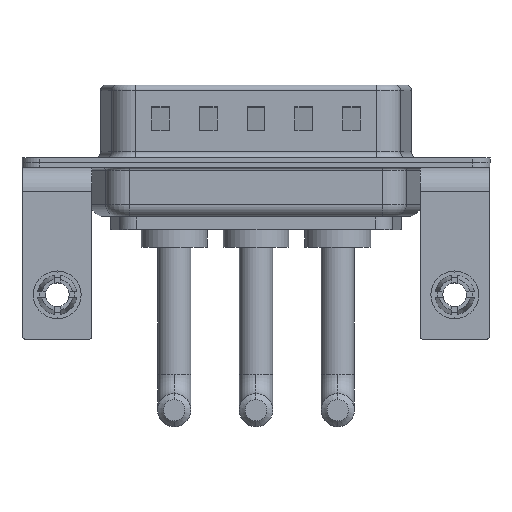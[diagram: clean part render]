
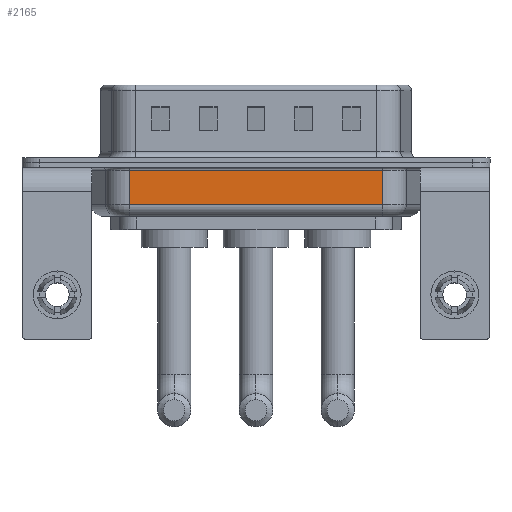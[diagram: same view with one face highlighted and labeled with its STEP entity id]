
A CAD part, front view. The second image highlights one B-rep face of the part: STEP entity #2165.
In plain terms, the highlighted planar face has unit normal (0, -1, 0).
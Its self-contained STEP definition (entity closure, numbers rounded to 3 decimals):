
#1 = DIRECTION ( 'NONE',  ( 0., 0., 1. ) ) ;
#10 = CARTESIAN_POINT ( 'NONE',  ( 6.031, -5.35, -3.5 ) ) ;
#131 = CARTESIAN_POINT ( 'NONE',  ( 27.269, -5.35, -0.65 ) ) ;
#2165 = ADVANCED_FACE ( 'NONE', ( #4226 ), #6958, .F. ) ;
#2504 = EDGE_CURVE ( 'NONE', #16797, #11586, #5566, .T. ) ;
#2867 = ORIENTED_EDGE ( 'NONE', *, *, #2504, .F. ) ;
#3157 = ORIENTED_EDGE ( 'NONE', *, *, #16864, .T. ) ;
#4226 = FACE_OUTER_BOUND ( 'NONE', #7221, .T. ) ;
#4306 = EDGE_CURVE ( 'NONE', #16797, #7020, #6760, .T. ) ;
#4680 = DIRECTION ( 'NONE',  ( 0., 1., 0. ) ) ;
#4770 = DIRECTION ( 'NONE',  ( 0., 0., 1. ) ) ;
#5476 = CARTESIAN_POINT ( 'NONE',  ( 6.031, -5.35, -4.5 ) ) ;
#5566 = LINE ( 'NONE', #5476, #14494 ) ;
#5746 = DIRECTION ( 'NONE',  ( 1., 0., 0. ) ) ;
#6760 = LINE ( 'NONE', #10, #13689 ) ;
#6958 = PLANE ( 'NONE',  #13606 ) ;
#7020 = VERTEX_POINT ( 'NONE', #14372 ) ;
#7221 = EDGE_LOOP ( 'NONE', ( #2867, #9100, #13548, #3157 ) ) ;
#7549 = CARTESIAN_POINT ( 'NONE',  ( 6.031, -5.35, -3.5 ) ) ;
#8670 = CARTESIAN_POINT ( 'NONE',  ( 27.269, -5.35, -4.5 ) ) ;
#9100 = ORIENTED_EDGE ( 'NONE', *, *, #4306, .T. ) ;
#9229 = VERTEX_POINT ( 'NONE', #131 ) ;
#9680 = VECTOR ( 'NONE', #10929, 1000. ) ;
#10257 = CARTESIAN_POINT ( 'NONE',  ( 6.031, -5.35, -0.65 ) ) ;
#10929 = DIRECTION ( 'NONE',  ( -1., 0., 0. ) ) ;
#11586 = VERTEX_POINT ( 'NONE', #10257 ) ;
#11947 = VECTOR ( 'NONE', #14246, 1000. ) ;
#12546 = CARTESIAN_POINT ( 'NONE',  ( 6.031, -5.35, -4.5 ) ) ;
#13548 = ORIENTED_EDGE ( 'NONE', *, *, #14841, .T. ) ;
#13606 = AXIS2_PLACEMENT_3D ( 'NONE', #12546, #4680, #4770 ) ;
#13689 = VECTOR ( 'NONE', #5746, 1000. ) ;
#14246 = DIRECTION ( 'NONE',  ( 0., 0., 1. ) ) ;
#14372 = CARTESIAN_POINT ( 'NONE',  ( 27.269, -5.35, -3.5 ) ) ;
#14494 = VECTOR ( 'NONE', #1, 1000. ) ;
#14841 = EDGE_CURVE ( 'NONE', #7020, #9229, #15826, .T. ) ;
#15240 = LINE ( 'NONE', #16436, #9680 ) ;
#15826 = LINE ( 'NONE', #8670, #11947 ) ;
#16436 = CARTESIAN_POINT ( 'NONE',  ( 6.031, -5.35, -0.65 ) ) ;
#16797 = VERTEX_POINT ( 'NONE', #7549 ) ;
#16864 = EDGE_CURVE ( 'NONE', #9229, #11586, #15240, .T. ) ;
